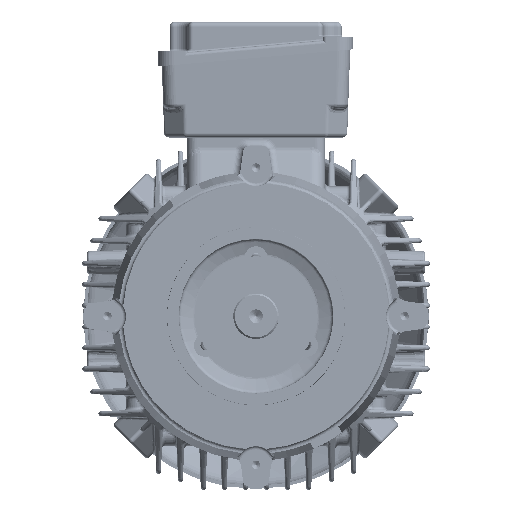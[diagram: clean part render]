
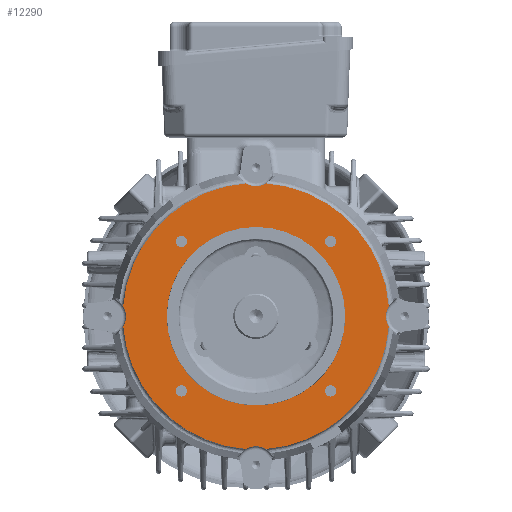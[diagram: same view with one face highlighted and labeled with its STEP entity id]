
A CAD part, left-side view. The second image highlights one B-rep face of the part: STEP entity #12290.
In plain terms, the highlighted planar face has unit normal (-1, 0, 0).
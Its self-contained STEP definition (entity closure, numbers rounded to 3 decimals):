
#12290 = ADVANCED_FACE( '', ( #26744, #26745, #26746, #26747, #26748, #26749 ), #26750, .T. );
#26744 = FACE_BOUND( '', #147340, .T. );
#26745 = FACE_BOUND( '', #147341, .T. );
#26746 = FACE_BOUND( '', #147342, .T. );
#26747 = FACE_BOUND( '', #147343, .T. );
#26748 = FACE_OUTER_BOUND( '', #147344, .T. );
#26749 = FACE_BOUND( '', #147345, .T. );
#26750 = PLANE( '', #147346 );
#147340 = EDGE_LOOP( '', ( #229979 ) );
#147341 = EDGE_LOOP( '', ( #229980 ) );
#147342 = EDGE_LOOP( '', ( #229981 ) );
#147343 = EDGE_LOOP( '', ( #229982 ) );
#147344 = EDGE_LOOP( '', ( #229983, #229984, #229985, #229986, #229987, #229988, #229989, #229990 ) );
#147345 = EDGE_LOOP( '', ( #229991 ) );
#147346 = AXIS2_PLACEMENT_3D( '', #229992, #229993, #229994 );
#229979 = ORIENTED_EDGE( '', *, *, #247901, .F. );
#229980 = ORIENTED_EDGE( '', *, *, #256337, .F. );
#229981 = ORIENTED_EDGE( '', *, *, #250087, .F. );
#229982 = ORIENTED_EDGE( '', *, *, #251455, .F. );
#229983 = ORIENTED_EDGE( '', *, *, #257115, .T. );
#229984 = ORIENTED_EDGE( '', *, *, #258351, .F. );
#229985 = ORIENTED_EDGE( '', *, *, #244794, .T. );
#229986 = ORIENTED_EDGE( '', *, *, #254647, .F. );
#229987 = ORIENTED_EDGE( '', *, *, #253786, .T. );
#229988 = ORIENTED_EDGE( '', *, *, #258352, .F. );
#229989 = ORIENTED_EDGE( '', *, *, #244867, .T. );
#229990 = ORIENTED_EDGE( '', *, *, #258353, .F. );
#229991 = ORIENTED_EDGE( '', *, *, #258354, .F. );
#229992 = CARTESIAN_POINT( '', ( -153.5, 0., 55. ) );
#229993 = DIRECTION( '', ( -1., 0., 0. ) );
#229994 = DIRECTION( '', ( 0., 0., -1. ) );
#244794 = EDGE_CURVE( '', #264014, #264012, #264015, .T. );
#244867 = EDGE_CURVE( '', #264139, #264137, #264140, .T. );
#247901 = EDGE_CURVE( '', #269267, #269267, #269268, .T. );
#250087 = EDGE_CURVE( '', #272861, #272861, #272862, .T. );
#251455 = EDGE_CURVE( '', #275035, #275035, #275036, .T. );
#253786 = EDGE_CURVE( '', #278319, #278317, #278320, .T. );
#254647 = EDGE_CURVE( '', #278319, #264012, #279455, .T. );
#256337 = EDGE_CURVE( '', #281583, #281583, #281584, .T. );
#257115 = EDGE_CURVE( '', #282544, #282542, #282545, .T. );
#258351 = EDGE_CURVE( '', #264014, #282542, #283979, .T. );
#258352 = EDGE_CURVE( '', #264139, #278317, #283980, .T. );
#258353 = EDGE_CURVE( '', #282544, #264137, #283981, .T. );
#258354 = EDGE_CURVE( '', #283982, #283982, #283983, .T. );
#264012 = VERTEX_POINT( '', #298242 );
#264014 = VERTEX_POINT( '', #298245 );
#264015 = CIRCLE( '', #298246, 82. );
#264137 = VERTEX_POINT( '', #298663 );
#264139 = VERTEX_POINT( '', #298666 );
#264140 = CIRCLE( '', #298667, 82. );
#269267 = VERTEX_POINT( '', #319915 );
#269268 = CIRCLE( '', #319916, 3.493 );
#272861 = VERTEX_POINT( '', #331091 );
#272862 = CIRCLE( '', #331092, 3.493 );
#275035 = VERTEX_POINT( '', #338060 );
#275036 = CIRCLE( '', #338061, 3.493 );
#278317 = VERTEX_POINT( '', #352713 );
#278319 = VERTEX_POINT( '', #352716 );
#278320 = CIRCLE( '', #352717, 82. );
#279455 = CIRCLE( '', #358677, 11.5 );
#281583 = VERTEX_POINT( '', #368774 );
#281584 = CIRCLE( '', #368775, 3.493 );
#282542 = VERTEX_POINT( '', #373941 );
#282544 = VERTEX_POINT( '', #373944 );
#282545 = CIRCLE( '', #373945, 82. );
#283979 = CIRCLE( '', #380419, 11.5 );
#283980 = CIRCLE( '', #380420, 11.5 );
#283981 = CIRCLE( '', #380421, 11.5 );
#283982 = VERTEX_POINT( '', #380422 );
#283983 = CIRCLE( '', #380423, 55. );
#298242 = CARTESIAN_POINT( '', ( -153.5, 6.131, -81.77 ) );
#298245 = CARTESIAN_POINT( '', ( -153.5, 81.77, -6.131 ) );
#298246 = AXIS2_PLACEMENT_3D( '', #395080, #395081, #395082 );
#298663 = CARTESIAN_POINT( '', ( -153.5, -6.131, 81.77 ) );
#298666 = CARTESIAN_POINT( '', ( -153.5, -81.77, 6.131 ) );
#298667 = AXIS2_PLACEMENT_3D( '', #395186, #395187, #395188 );
#319915 = CARTESIAN_POINT( '', ( -153.5, 45.962, 42.469 ) );
#319916 = AXIS2_PLACEMENT_3D( '', #398939, #398940, #398941 );
#331091 = CARTESIAN_POINT( '', ( -153.5, -45.962, -49.454 ) );
#331092 = AXIS2_PLACEMENT_3D( '', #402072, #402073, #402074 );
#338060 = CARTESIAN_POINT( '', ( -153.5, -45.962, 42.469 ) );
#338061 = AXIS2_PLACEMENT_3D( '', #404091, #404092, #404093 );
#352713 = CARTESIAN_POINT( '', ( -153.5, -81.77, -6.131 ) );
#352716 = CARTESIAN_POINT( '', ( -153.5, -6.131, -81.77 ) );
#352717 = AXIS2_PLACEMENT_3D( '', #406758, #406759, #406760 );
#358677 = AXIS2_PLACEMENT_3D( '', #407667, #407668, #407669 );
#368774 = CARTESIAN_POINT( '', ( -153.5, 45.962, -49.454 ) );
#368775 = AXIS2_PLACEMENT_3D( '', #409363, #409364, #409365 );
#373941 = CARTESIAN_POINT( '', ( -153.5, 81.77, 6.131 ) );
#373944 = CARTESIAN_POINT( '', ( -153.5, 6.131, 81.77 ) );
#373945 = AXIS2_PLACEMENT_3D( '', #410152, #410153, #410154 );
#380419 = AXIS2_PLACEMENT_3D( '', #411340, #411341, #411342 );
#380420 = AXIS2_PLACEMENT_3D( '', #411343, #411344, #411345 );
#380421 = AXIS2_PLACEMENT_3D( '', #411346, #411347, #411348 );
#380422 = CARTESIAN_POINT( '', ( -153.5, 0., -55. ) );
#380423 = AXIS2_PLACEMENT_3D( '', #411349, #411350, #411351 );
#395080 = CARTESIAN_POINT( '', ( -153.5, 0., 0. ) );
#395081 = DIRECTION( '', ( -1., 0., 0. ) );
#395082 = DIRECTION( '', ( 0., 0., -1. ) );
#395186 = CARTESIAN_POINT( '', ( -153.5, 0., 0. ) );
#395187 = DIRECTION( '', ( -1., 0., 0. ) );
#395188 = DIRECTION( '', ( 0., 0., -1. ) );
#398939 = CARTESIAN_POINT( '', ( -153.5, 45.962, 45.962 ) );
#398940 = DIRECTION( '', ( -1., 0., 0. ) );
#398941 = DIRECTION( '', ( 0., 0., -1. ) );
#402072 = CARTESIAN_POINT( '', ( -153.5, -45.962, -45.962 ) );
#402073 = DIRECTION( '', ( -1., 0., 0. ) );
#402074 = DIRECTION( '', ( 0., 0., -1. ) );
#404091 = CARTESIAN_POINT( '', ( -153.5, -45.962, 45.962 ) );
#404092 = DIRECTION( '', ( -1., 0., 0. ) );
#404093 = DIRECTION( '', ( 0., 0., -1. ) );
#406758 = CARTESIAN_POINT( '', ( -153.5, 0., 0. ) );
#406759 = DIRECTION( '', ( -1., 0., 0. ) );
#406760 = DIRECTION( '', ( 0., 0., -1. ) );
#407667 = CARTESIAN_POINT( '', ( -153.5, 0., -91.5 ) );
#407668 = DIRECTION( '', ( -1., 0., 0. ) );
#407669 = DIRECTION( '', ( 0., 0., -1. ) );
#409363 = CARTESIAN_POINT( '', ( -153.5, 45.962, -45.962 ) );
#409364 = DIRECTION( '', ( -1., 0., 0. ) );
#409365 = DIRECTION( '', ( 0., 0., -1. ) );
#410152 = CARTESIAN_POINT( '', ( -153.5, 0., 0. ) );
#410153 = DIRECTION( '', ( -1., 0., 0. ) );
#410154 = DIRECTION( '', ( 0., 0., -1. ) );
#411340 = CARTESIAN_POINT( '', ( -153.5, 91.5, 0. ) );
#411341 = DIRECTION( '', ( -1., 0., 0. ) );
#411342 = DIRECTION( '', ( 0., 0., -1. ) );
#411343 = CARTESIAN_POINT( '', ( -153.5, -91.5, 0. ) );
#411344 = DIRECTION( '', ( -1., 0., 0. ) );
#411345 = DIRECTION( '', ( 0., 0., -1. ) );
#411346 = CARTESIAN_POINT( '', ( -153.5, 0., 91.5 ) );
#411347 = DIRECTION( '', ( -1., 0., 0. ) );
#411348 = DIRECTION( '', ( 0., 0., -1. ) );
#411349 = CARTESIAN_POINT( '', ( -153.5, 0., 0. ) );
#411350 = DIRECTION( '', ( -1., 0., 0. ) );
#411351 = DIRECTION( '', ( 0., 0., -1. ) );
